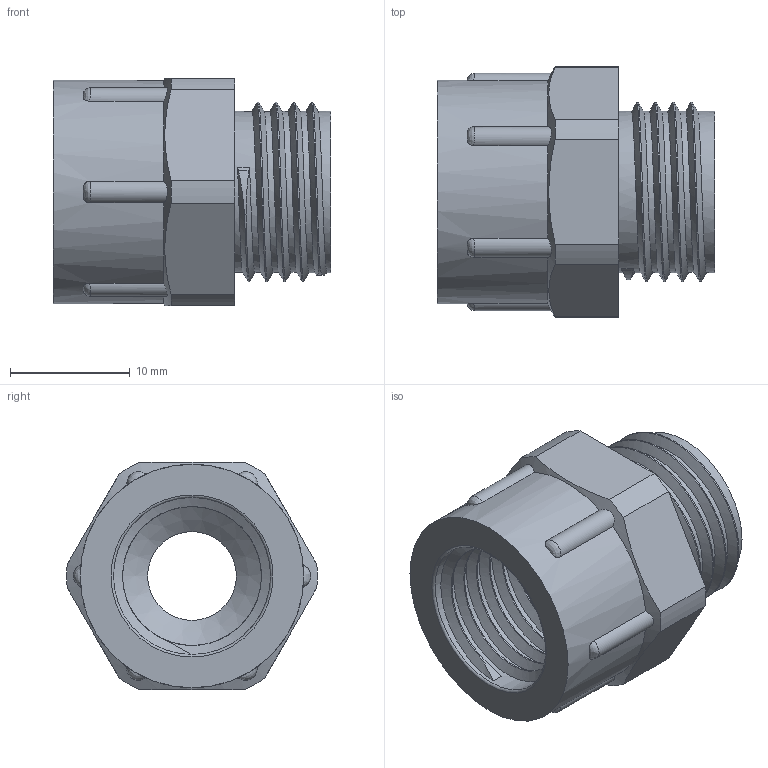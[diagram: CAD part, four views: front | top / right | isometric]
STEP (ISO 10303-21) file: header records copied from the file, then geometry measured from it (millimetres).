
FILE_DESCRIPTION(/* description */ ('Reduzierung sechskant PG 9 /PG 7 Bauform B'),/* implementation_level */ '2;1');
FILE_NAME(/* name */ '11080907-RST.stp',/* time_stamp */ '2020-04-28T09:01:57+02:00',/* author */ ('sl'),/* organization */ (''),/* preprocessor_version */ 'ST-DEVELOPER v16.5',/* originating_system */ 'Autodesk Inventor 2017',/* authorisation */ '');
FILE_SCHEMA (('AUTOMOTIVE_DESIGN { 1 0 10303 214 3 1 1 }'));
Length unit declared in the file: millimetre
Products named in the file (1): 11080907
Bounding box: 23.1 x 20.89 x 19 mm (x, y, z)
Volume: 3287.3 mm3; surface area: 2902 mm2
Topology: 1 solids, 1 shells, 57 faces, 170 edges, 117 vertices
Faces by surface type: cylinder 30, plane 14, bspline 10, cone 2, torus 1
Full cylindrical faces by diameter (mm): 7.4 x1, 10.87 x1, 13.102 x5, 13.438 x4, 18.64 x1
Entity records: 4232 total; most frequent: CARTESIAN_POINT 3045, ORIENTED_EDGE 262, DIRECTION 199, EDGE_CURVE 131, VERTEX_POINT 95, AXIS2_PLACEMENT_3D 80, EDGE_LOOP 62, FACE_OUTER_BOUND 49
